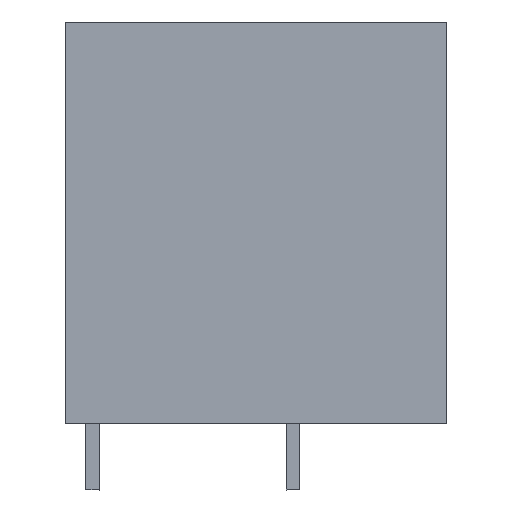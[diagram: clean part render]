
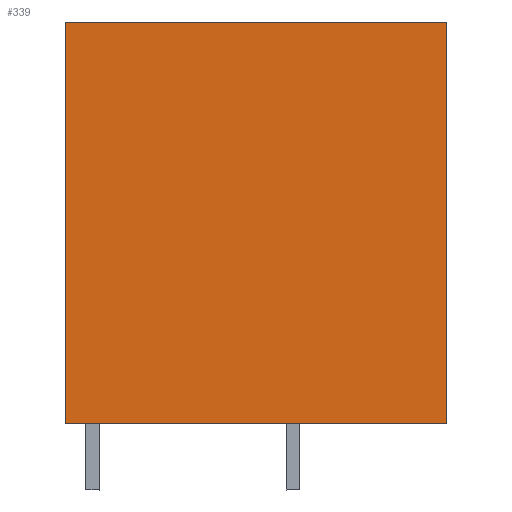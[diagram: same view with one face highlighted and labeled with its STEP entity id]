
A CAD part, left-side view. The second image highlights one B-rep face of the part: STEP entity #339.
In plain terms, the highlighted planar face has unit normal (-1, 0, 0).
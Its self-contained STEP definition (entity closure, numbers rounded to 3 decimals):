
#319=AXIS2_PLACEMENT_3D('Plane Axis2P3D',#316,#317,#318) ;
#49=CARTESIAN_POINT('Vertex',(0.,28.55,35.)) ;
#52=CARTESIAN_POINT('Line Origine',(0.,14.275,35.)) ;
#56=CARTESIAN_POINT('Vertex',(0.,0.,35.)) ;
#300=CARTESIAN_POINT('Vertex',(0.,28.55,5.)) ;
#303=CARTESIAN_POINT('Line Origine',(0.,28.55,20.)) ;
#316=CARTESIAN_POINT('Axis2P3D Location',(0.,28.55,35.)) ;
#321=CARTESIAN_POINT('Line Origine',(0.,14.275,5.)) ;
#325=CARTESIAN_POINT('Vertex',(0.,0.,5.)) ;
#328=CARTESIAN_POINT('Line Origine',(0.,0.,20.)) ;
#53=DIRECTION('Vector Direction',(0.,-1.,0.)) ;
#304=DIRECTION('Vector Direction',(0.,0.,-1.)) ;
#317=DIRECTION('Axis2P3D Direction',(-1.,0.,0.)) ;
#318=DIRECTION('Axis2P3D XDirection',(0.,0.,-1.)) ;
#322=DIRECTION('Vector Direction',(0.,-1.,0.)) ;
#329=DIRECTION('Vector Direction',(0.,0.,-1.)) ;
#54=VECTOR('Line Direction',#53,1.) ;
#305=VECTOR('Line Direction',#304,1.) ;
#323=VECTOR('Line Direction',#322,1.) ;
#330=VECTOR('Line Direction',#329,1.) ;
#334=ORIENTED_EDGE('',*,*,#58,.F.) ;
#335=ORIENTED_EDGE('',*,*,#307,.F.) ;
#336=ORIENTED_EDGE('',*,*,#327,.T.) ;
#337=ORIENTED_EDGE('',*,*,#332,.F.) ;
#339=ADVANCED_FACE('HOUSING',(#338),#320,.T.) ;
#58=EDGE_CURVE('',#50,#57,#55,.T.) ;
#307=EDGE_CURVE('',#301,#50,#306,.F.) ;
#327=EDGE_CURVE('',#301,#326,#324,.T.) ;
#332=EDGE_CURVE('',#57,#326,#331,.T.) ;
#333=EDGE_LOOP('',(#334,#335,#336,#337)) ;
#338=FACE_OUTER_BOUND('',#333,.T.) ;
#55=LINE('Line',#52,#54) ;
#306=LINE('Line',#303,#305) ;
#324=LINE('Line',#321,#323) ;
#331=LINE('Line',#328,#330) ;
#320=PLANE('',#319) ;
#50=VERTEX_POINT('',#49) ;
#57=VERTEX_POINT('',#56) ;
#301=VERTEX_POINT('',#300) ;
#326=VERTEX_POINT('',#325) ;
